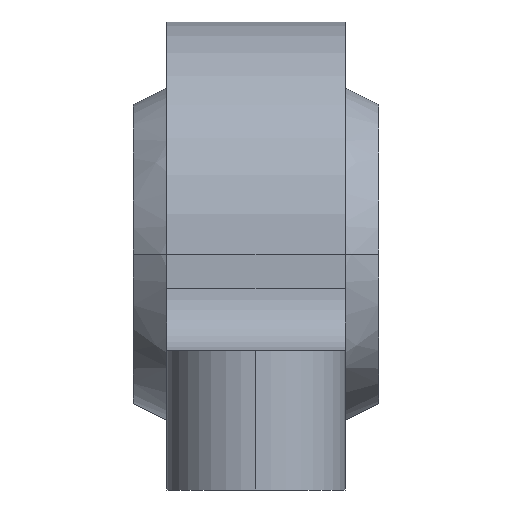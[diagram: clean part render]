
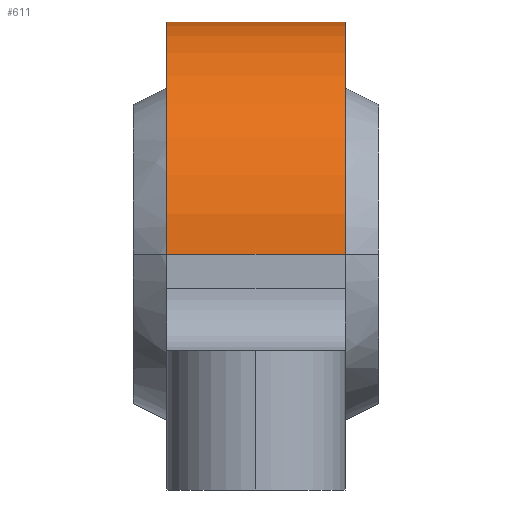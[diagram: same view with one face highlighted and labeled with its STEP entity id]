
A CAD part, left-side view. The second image highlights one B-rep face of the part: STEP entity #611.
In plain terms, the highlighted cylindrical face has radius 15 mm (diameter 30 mm), a partial arc.
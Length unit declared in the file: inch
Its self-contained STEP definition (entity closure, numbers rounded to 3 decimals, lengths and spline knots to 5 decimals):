
#8 = ORIENTED_EDGE ( 'NONE', *, *, #141, .T. ) ;
#24 = CARTESIAN_POINT ( 'NONE',  ( -0.59055, 0.22657, 0. ) ) ;
#130 = CARTESIAN_POINT ( 'NONE',  ( 0.59055, 0.22657, 0. ) ) ;
#131 = CIRCLE ( 'NONE', #1741, 0.59055 ) ;
#141 = EDGE_CURVE ( 'NONE', #1771, #292, #131, .T. ) ;
#209 = FACE_OUTER_BOUND ( 'NONE', #1529, .T. ) ;
#259 = ORIENTED_EDGE ( 'NONE', *, *, #762, .F. ) ;
#292 = VERTEX_POINT ( 'NONE', #435 ) ;
#384 = AXIS2_PLACEMENT_3D ( 'NONE', #641, #653, #1779 ) ;
#435 = CARTESIAN_POINT ( 'NONE',  ( -0.59055, 0.22657, 0. ) ) ;
#458 = VERTEX_POINT ( 'NONE', #595 ) ;
#474 = LINE ( 'NONE', #24, #582 ) ;
#535 = EDGE_CURVE ( 'NONE', #458, #292, #474, .T. ) ;
#582 = VECTOR ( 'NONE', #1027, 39.37008 ) ;
#583 = DIRECTION ( 'NONE',  ( 0., 0., -1. ) ) ;
#595 = CARTESIAN_POINT ( 'NONE',  ( -0.59055, -0.22657, 0. ) ) ;
#611 = ADVANCED_FACE ( 'NONE', ( #209 ), #1656, .T. ) ;
#641 = CARTESIAN_POINT ( 'NONE',  ( 0., -0.22657, 0.00007 ) ) ;
#653 = DIRECTION ( 'NONE',  ( 0., -1., 0. ) ) ;
#710 = CARTESIAN_POINT ( 'NONE',  ( 0., 0.22657, 0.00007 ) ) ;
#723 = CARTESIAN_POINT ( 'NONE',  ( 0., 0.22657, 0.00007 ) ) ;
#758 = VECTOR ( 'NONE', #842, 39.37008 ) ;
#762 = EDGE_CURVE ( 'NONE', #1110, #458, #1418, .T. ) ;
#797 = AXIS2_PLACEMENT_3D ( 'NONE', #723, #1738, #583 ) ;
#842 = DIRECTION ( 'NONE',  ( 0., 1., 0. ) ) ;
#1020 = ORIENTED_EDGE ( 'NONE', *, *, #535, .F. ) ;
#1027 = DIRECTION ( 'NONE',  ( 0., 1., 0. ) ) ;
#1030 = EDGE_CURVE ( 'NONE', #1110, #1771, #1191, .T. ) ;
#1110 = VERTEX_POINT ( 'NONE', #1631 ) ;
#1144 = CARTESIAN_POINT ( 'NONE',  ( 0.59055, 0.22657, 0. ) ) ;
#1160 = DIRECTION ( 'NONE',  ( 0., -1., 0. ) ) ;
#1191 = LINE ( 'NONE', #130, #758 ) ;
#1418 = CIRCLE ( 'NONE', #384, 0.59055 ) ;
#1453 = DIRECTION ( 'NONE',  ( 0., 0., -1. ) ) ;
#1467 = ORIENTED_EDGE ( 'NONE', *, *, #1030, .T. ) ;
#1529 = EDGE_LOOP ( 'NONE', ( #1467, #8, #1020, #259 ) ) ;
#1631 = CARTESIAN_POINT ( 'NONE',  ( 0.59055, -0.22657, 0. ) ) ;
#1656 = CYLINDRICAL_SURFACE ( 'NONE', #797, 0.59055 ) ;
#1738 = DIRECTION ( 'NONE',  ( 0., -1., 0. ) ) ;
#1741 = AXIS2_PLACEMENT_3D ( 'NONE', #710, #1160, #1453 ) ;
#1771 = VERTEX_POINT ( 'NONE', #1144 ) ;
#1779 = DIRECTION ( 'NONE',  ( 0., 0., -1. ) ) ;
